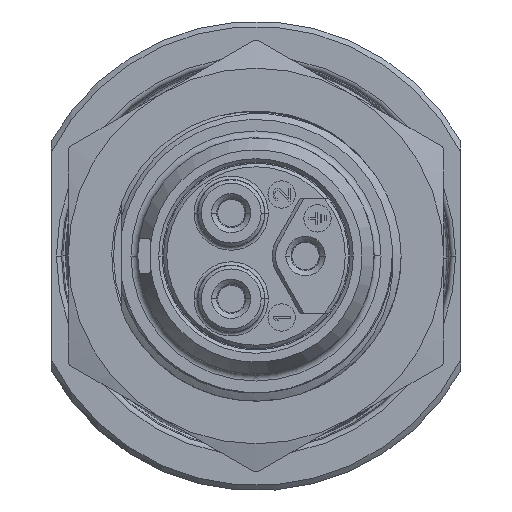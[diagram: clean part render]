
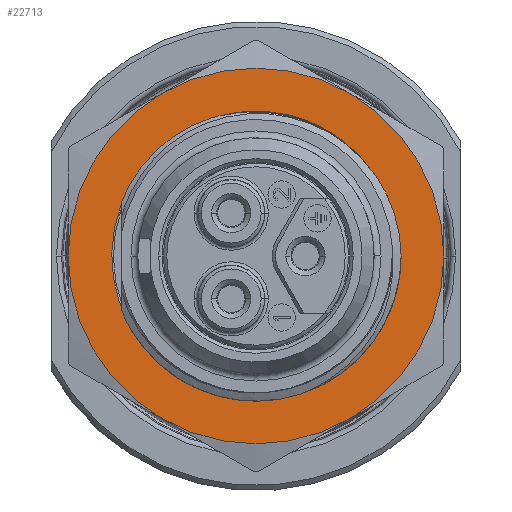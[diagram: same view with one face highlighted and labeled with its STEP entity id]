
A CAD part, left-side view. The second image highlights one B-rep face of the part: STEP entity #22713.
In plain terms, the highlighted planar face has unit normal (-1, 0, 0).
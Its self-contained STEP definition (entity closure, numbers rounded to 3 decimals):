
#3652=DIRECTION('',(0.,0.,1.));
#3653=VECTOR('',#3652,0.138);
#3654=CARTESIAN_POINT('',(11.5,7.9,2.999));
#3655=LINE('1547',#3654,#3653);
#4943=CARTESIAN_POINT('',(11.5,-5.5,9.526));
#4945=CARTESIAN_POINT('',(11.5,0.,0.));
#4946=DIRECTION('',(-1.,0.,0.));
#4947=DIRECTION('',(0.,-0.5,0.866));
#4948=AXIS2_PLACEMENT_3D('',#4945,#4946,#4947);
#4963=CARTESIAN_POINT('',(11.5,0.,0.));
#4964=DIRECTION('',(1.,0.,0.));
#4965=DIRECTION('',(0.,-0.5,0.866));
#4966=AXIS2_PLACEMENT_3D('',#4963,#4964,#4965);
#4968=CARTESIAN_POINT('',(11.5,0.,0.));
#4969=DIRECTION('',(1.,0.,0.));
#4970=DIRECTION('',(0.,-1.,0.));
#4971=AXIS2_PLACEMENT_3D('',#4968,#4969,#4970);
#4973=CARTESIAN_POINT('',(11.5,0.,0.));
#4974=DIRECTION('',(-1.,0.,0.));
#4975=DIRECTION('',(0.,1.,0.));
#4976=AXIS2_PLACEMENT_3D('',#4973,#4974,#4975);
#4978=CARTESIAN_POINT('',(11.5,0.,0.));
#4979=DIRECTION('',(-1.,0.,0.));
#4980=DIRECTION('',(0.,0.5,0.866));
#4981=AXIS2_PLACEMENT_3D('',#4978,#4979,#4980);
#4983=CARTESIAN_POINT('',(11.5,2.102,8.218));
#4984=CARTESIAN_POINT('',(11.5,1.964,8.251));
#4985=CARTESIAN_POINT('',(11.5,1.69,8.31));
#4986=CARTESIAN_POINT('',(11.5,1.277,8.376));
#4987=CARTESIAN_POINT('',(11.5,0.874,8.419));
#4988=CARTESIAN_POINT('',(11.5,0.617,8.433));
#4989=CARTESIAN_POINT('',(11.5,0.491,8.436));
#5020=CARTESIAN_POINT('',(11.5,-11.,0.));
#5064=CARTESIAN_POINT('',(11.5,-5.5,-9.526));
#5095=CARTESIAN_POINT('',(11.5,5.5,-9.526));
#5097=CARTESIAN_POINT('',(11.5,0.,0.));
#5098=DIRECTION('',(-1.,0.,0.));
#5099=DIRECTION('',(0.,0.5,-0.866));
#5100=AXIS2_PLACEMENT_3D('',#5097,#5098,#5099);
#5157=CARTESIAN_POINT('',(11.5,11.,0.));
#5201=CARTESIAN_POINT('',(11.5,5.5,9.526));
#5216=CARTESIAN_POINT('',(11.5,0.,0.));
#5217=DIRECTION('',(1.,0.,0.));
#5218=DIRECTION('',(0.,0.929,0.369));
#5219=AXIS2_PLACEMENT_3D('',#5216,#5217,#5218);
#5321=CARTESIAN_POINT('',(11.5,2.627,8.084));
#5322=CARTESIAN_POINT('',(11.5,2.54,8.109));
#5323=CARTESIAN_POINT('',(11.5,2.366,8.156));
#5324=CARTESIAN_POINT('',(11.5,2.19,8.198));
#5325=CARTESIAN_POINT('',(11.5,2.102,8.218));
#6304=CARTESIAN_POINT('',(11.5,0.,0.));
#6305=DIRECTION('',(1.,0.,0.));
#6306=DIRECTION('',(0.,0.058,0.998));
#6307=AXIS2_PLACEMENT_3D('',#6304,#6305,#6306);
#14639=VERTEX_POINT('',#4943);
#14642=VERTEX_POINT('',#5020);
#14645=VERTEX_POINT('',#5064);
#14657=VERTEX_POINT('',#5095);
#14660=VERTEX_POINT('',#5157);
#14663=VERTEX_POINT('',#5201);
#14673=CARTESIAN_POINT('',(11.5,7.9,3.137));
#14674=CARTESIAN_POINT('',(11.5,2.627,8.084));
#14675=VERTEX_POINT('',#14673);
#14676=VERTEX_POINT('',#14674);
#14677=VERTEX_POINT('',#5325);
#14688=CARTESIAN_POINT('',(11.5,7.9,2.999));
#14689=VERTEX_POINT('',#14688);
#14721=VERTEX_POINT('',#4989);
#22685=CARTESIAN_POINT('',(11.5,0.,0.));
#22686=DIRECTION('',(1.,0.,0.));
#22687=DIRECTION('',(0.,0.,-1.));
#22688=AXIS2_PLACEMENT_3D('',#22685,#22686,#22687);
#22689=PLANE('340',#22688);
#22690=ORIENTED_EDGE('1504',*,*,#22672,.F.);
#22692=ORIENTED_EDGE('1495',*,*,#22691,.T.);
#22694=ORIENTED_EDGE('1496',*,*,#22693,.T.);
#22696=ORIENTED_EDGE('1503',*,*,#22695,.F.);
#22698=ORIENTED_EDGE('1500',*,*,#22697,.F.);
#22700=ORIENTED_EDGE('1499',*,*,#22699,.F.);
#22701=EDGE_LOOP('340',(#22690,#22692,#22694,#22696,#22698,#22700));
#22702=FACE_OUTER_BOUND('340',#22701,.F.);
#22704=ORIENTED_EDGE('1533',*,*,#22703,.F.);
#22705=ORIENTED_EDGE('1547',*,*,#20209,.F.);
#22707=ORIENTED_EDGE('1675',*,*,#22706,.F.);
#22708=ORIENTED_EDGE('1655',*,*,#21069,.F.);
#22710=ORIENTED_EDGE('1535',*,*,#22709,.F.);
#22711=EDGE_LOOP('340',(#22704,#22705,#22707,#22708,#22710));
#22712=FACE_BOUND('340',#22711,.F.);
#4949=CIRCLE('1504',#4948,11.);
#4967=CIRCLE('1495',#4966,11.);
#4972=CIRCLE('1496',#4971,11.);
#4977=CIRCLE('1500',#4976,11.);
#4982=CIRCLE('1499',#4981,11.);
#4990=B_SPLINE_CURVE_WITH_KNOTS('1655',3,(#4983,#4984,#4985,#4986,#4987,#4988,
#4989),.UNSPECIFIED.,.F.,.F.,(4,1,1,1,4),(0.,0.25,0.5,0.75,1.),
.UNSPECIFIED.);
#5101=CIRCLE('1503',#5100,11.);
#5220=CIRCLE('1533',#5219,8.5);
#5326=B_SPLINE_CURVE_WITH_KNOTS('1535',3,(#5321,#5322,#5323,#5324,#5325),
.UNSPECIFIED.,.F.,.F.,(4,1,4),(0.,0.5,1.),.UNSPECIFIED.);
#6308=CIRCLE('1675',#6307,8.45);
#20209=EDGE_CURVE('1547',#14689,#14675,#3655,.T.);
#21069=EDGE_CURVE('1655',#14677,#14721,#4990,.T.);
#22672=EDGE_CURVE('1504',#14639,#14663,#4949,.T.);
#22691=EDGE_CURVE('1495',#14639,#14642,#4967,.T.);
#22693=EDGE_CURVE('1496',#14642,#14645,#4972,.T.);
#22695=EDGE_CURVE('1503',#14657,#14645,#5101,.T.);
#22697=EDGE_CURVE('1500',#14660,#14657,#4977,.T.);
#22699=EDGE_CURVE('1499',#14663,#14660,#4982,.T.);
#22703=EDGE_CURVE('1533',#14675,#14676,#5220,.T.);
#22706=EDGE_CURVE('1675',#14721,#14689,#6308,.T.);
#22709=EDGE_CURVE('1535',#14676,#14677,#5326,.T.);
#22713=ADVANCED_FACE('340',(#22702,#22712),#22689,.F.);
